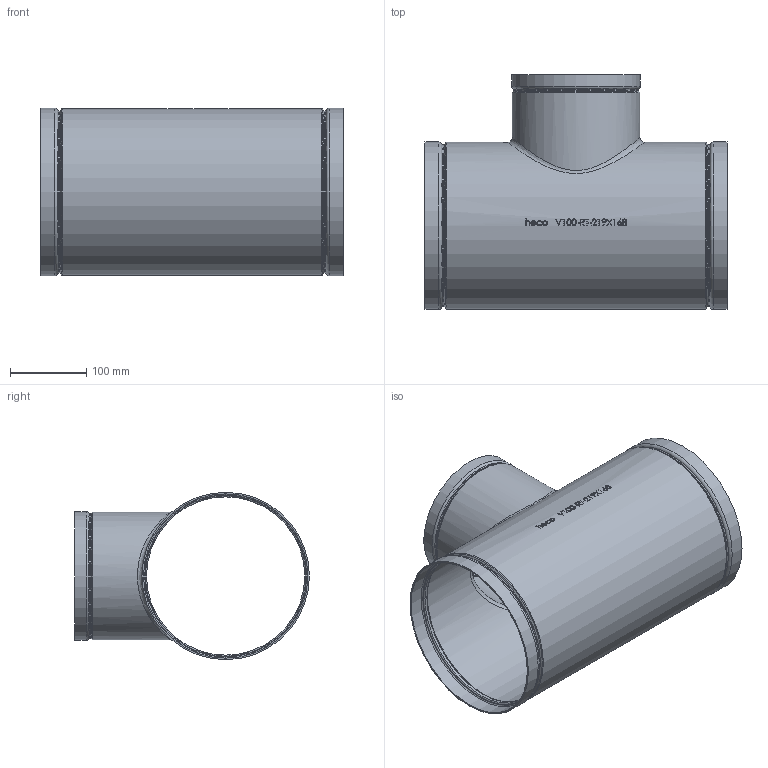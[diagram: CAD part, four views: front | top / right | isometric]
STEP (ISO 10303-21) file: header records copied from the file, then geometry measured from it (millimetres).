
FILE_DESCRIPTION (( 'STEP AP214' ), '1' );
FILE_NAME ('V100-RT-219X168-x Typ E493 DN200x150 800x600 Ø219,1x168,3 1812.STEP', '2018-12-17T10:11:58', ( '' ), ( '' ), 'SwSTEP 2.0', 'SolidWorks 2016', '' );
FILE_SCHEMA (( 'AUTOMOTIVE_DESIGN' ));
Length unit declared in the file: inch
Products named in the file (1): V100-RT-219X168-x Typ E493 DN200x150 800x600 Ø219,1x168,3 1812
Bounding box: 395.22 x 307.15 x 219.07 mm (x, y, z)
Volume: 620712.2 mm3; surface area: 615053.2 mm2
Topology: 1 solids, 1 shells, 269 faces, 681 edges, 445 vertices
Faces by surface type: bspline 101, plane 94, cylinder 44, torus 24, cone 6
Full cylindrical faces by diameter (mm): 159.207 x1, 163.093 x1, 163.271 x1, 164.211 x1, 167.157 x1, 168.275 x1, 207.137 x2, 211.201 x2, 213.893 x1, 215.011 x2, 217.957 x1, 219.075 x2
Entity records: 16787 total; most frequent: CARTESIAN_POINT 8592, ORIENTED_EDGE 1236, DIRECTION 792, EDGE_CURVE 618, VERTEX_POINT 430, EDGE_LOOP 352, FACE_OUTER_BOUND 311, ADVANCED_FACE 269
